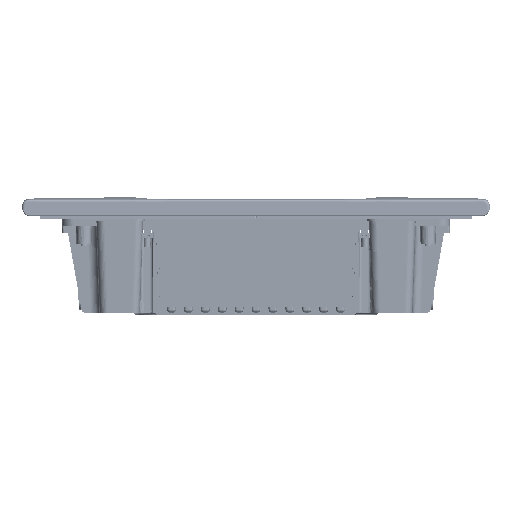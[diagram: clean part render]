
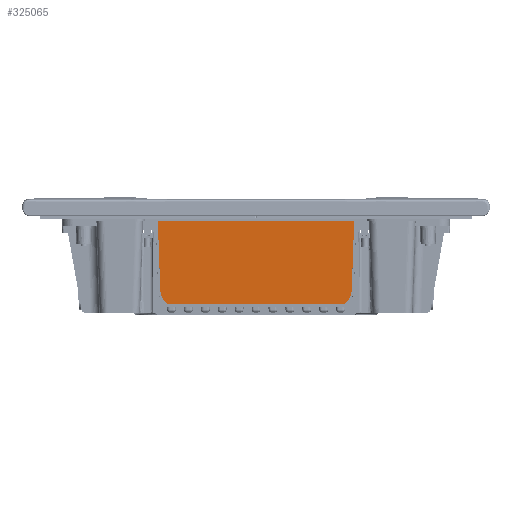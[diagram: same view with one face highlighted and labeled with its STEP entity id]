
A CAD part, front view. The second image highlights one B-rep face of the part: STEP entity #325065.
In plain terms, the highlighted planar face has unit normal (0, -0.999, -0.035).
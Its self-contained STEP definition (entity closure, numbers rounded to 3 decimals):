
#188 = LINE ( 'NONE', #84095, #32162 ) ;
#1110 = CARTESIAN_POINT ( 'NONE',  ( 83.624, -290.501, 14.919 ) ) ;
#1698 = DIRECTION ( 'NONE',  ( 0., -0.999, -0.035 ) ) ;
#3227 = VERTEX_POINT ( 'NONE', #281390 ) ;
#7940 = CARTESIAN_POINT ( 'NONE',  ( -84.846, -290.692, 20.39 ) ) ;
#9241 = VERTEX_POINT ( 'NONE', #49596 ) ;
#9669 = CARTESIAN_POINT ( 'NONE',  ( -84.868, -290.714, 21.019 ) ) ;
#10977 = LINE ( 'NONE', #192852, #170981 ) ;
#22284 = CARTESIAN_POINT ( 'NONE',  ( -84.868, -290.714, 21.019 ) ) ;
#23697 = CARTESIAN_POINT ( 'NONE',  ( -77.745, -290.327, 9.949 ) ) ;
#29677 = VERTEX_POINT ( 'NONE', #215290 ) ;
#30799 = CARTESIAN_POINT ( 'NONE',  ( 84.846, -290.692, 20.39 ) ) ;
#32162 = VECTOR ( 'NONE', #80647, 1000. ) ;
#35894 = CARTESIAN_POINT ( 'NONE',  ( -83.081, -290.462, 13.796 ) ) ;
#47170 = DIRECTION ( 'NONE',  ( 0., 0.035, -0.999 ) ) ;
#47253 = VECTOR ( 'NONE', #77391, 1000. ) ;
#47368 = CARTESIAN_POINT ( 'NONE',  ( -79.143, -290.275, 8.452 ) ) ;
#49596 = CARTESIAN_POINT ( 'NONE',  ( 86.98, -292.826, 81.501 ) ) ;
#57043 = CARTESIAN_POINT ( 'NONE',  ( 84.497, -290.605, 17.905 ) ) ;
#58710 = CARTESIAN_POINT ( 'NONE',  ( -82.177, -290.404, 12.15 ) ) ;
#58761 = CARTESIAN_POINT ( 'NONE',  ( 79.143, -290.275, 8.452 ) ) ;
#60429 = CARTESIAN_POINT ( 'NONE',  ( -83.623, -290.501, 14.918 ) ) ;
#62779 = PLANE ( 'NONE',  #97879 ) ;
#73129 = VERTEX_POINT ( 'NONE', #47368 ) ;
#77391 = DIRECTION ( 'NONE',  ( -0.035, 0.035, -0.999 ) ) ;
#79867 = CARTESIAN_POINT ( 'NONE',  ( 84.346, -290.584, 17.297 ) ) ;
#80476 = VERTEX_POINT ( 'NONE', #311576 ) ;
#80647 = DIRECTION ( 'NONE',  ( -0.035, -0.035, 0.999 ) ) ;
#81858 = EDGE_CURVE ( 'NONE', #73129, #129262, #198096, .T. ) ;
#83312 = CARTESIAN_POINT ( 'NONE',  ( 80.517, -290.324, 9.843 ) ) ;
#84095 = CARTESIAN_POINT ( 'NONE',  ( -84.868, -290.714, 21.019 ) ) ;
#84985 = CARTESIAN_POINT ( 'NONE',  ( -81.492, -290.368, 11.105 ) ) ;
#88698 = EDGE_CURVE ( 'NONE', #97866, #3227, #132282, .T. ) ;
#88874 = ORIENTED_EDGE ( 'NONE', *, *, #81858, .F. ) ;
#96158 = AXIS2_PLACEMENT_3D ( 'NONE', #23697, #130319, #313831 ) ;
#97866 = VERTEX_POINT ( 'NONE', #343202 ) ;
#97879 = AXIS2_PLACEMENT_3D ( 'NONE', #221876, #1698, #216715 ) ;
#103381 = ORIENTED_EDGE ( 'NONE', *, *, #88698, .F. ) ;
#112923 = CARTESIAN_POINT ( 'NONE',  ( -84.045, -290.542, 16.085 ) ) ;
#124369 = EDGE_CURVE ( 'NONE', #9241, #80476, #318490, .T. ) ;
#126977 = ORIENTED_EDGE ( 'NONE', *, *, #149244, .F. ) ;
#128318 = EDGE_CURVE ( 'NONE', #3227, #29677, #10977, .T. ) ;
#129262 = VERTEX_POINT ( 'NONE', #22284 ) ;
#130319 = DIRECTION ( 'NONE',  ( 0., 0.999, 0.035 ) ) ;
#132282 = CIRCLE ( 'NONE', #188147, 2.049 ) ;
#132343 = CARTESIAN_POINT ( 'NONE',  ( 83.081, -290.462, 13.796 ) ) ;
#134047 = CARTESIAN_POINT ( 'NONE',  ( 79.859, -290.298, 9.12 ) ) ;
#139126 = CARTESIAN_POINT ( 'NONE',  ( -82.81, -290.442, 13.235 ) ) ;
#139179 = CARTESIAN_POINT ( 'NONE',  ( 84.047, -290.542, 16.095 ) ) ;
#145238 = EDGE_LOOP ( 'NONE', ( #280092, #126977, #222542, #88874, #163866, #232066, #103381, #215340 ) ) ;
#146762 = B_SPLINE_CURVE_WITH_KNOTS ( 'NONE', 3,
 ( #188202, #30799, #217853, #299898, #186456, #57043, #79867, #139179, #1110, #132343, #214395, #219563, #320941, #212687, #294730, #163677, #83312, #134047, #58761 ),
 .UNSPECIFIED., .F., .F.,
 ( 4, 3, 3, 3, 3, 3, 4 ),
 ( 0., 0.133, 0.266, 0.53, 0.662, 0.794, 1. ),
 .UNSPECIFIED. ) ;
#147546 = CARTESIAN_POINT ( 'NONE',  ( -88.071, -292.826, 81.501 ) ) ;
#149244 = EDGE_CURVE ( 'NONE', #224802, #9241, #248988, .T. ) ;
#163677 = CARTESIAN_POINT ( 'NONE',  ( 81.112, -290.351, 10.613 ) ) ;
#163866 = ORIENTED_EDGE ( 'NONE', *, *, #263470, .F. ) ;
#166903 = DIRECTION ( 'NONE',  ( 1., 0., 0. ) ) ;
#170981 = VECTOR ( 'NONE', #301136, 1000. ) ;
#177689 = VECTOR ( 'NONE', #166903, 1000. ) ;
#186456 = CARTESIAN_POINT ( 'NONE',  ( 84.617, -290.627, 18.522 ) ) ;
#188147 = AXIS2_PLACEMENT_3D ( 'NONE', #337252, #209685, #47170 ) ;
#188202 = CARTESIAN_POINT ( 'NONE',  ( 84.868, -290.714, 21.019 ) ) ;
#191578 = CARTESIAN_POINT ( 'NONE',  ( -79.143, -290.275, 8.452 ) ) ;
#192852 = CARTESIAN_POINT ( 'NONE',  ( 77.745, -290.256, 7.901 ) ) ;
#193291 = CARTESIAN_POINT ( 'NONE',  ( -84.497, -290.605, 17.903 ) ) ;
#194994 = CARTESIAN_POINT ( 'NONE',  ( -79.861, -290.298, 9.121 ) ) ;
#198096 = B_SPLINE_CURVE_WITH_KNOTS ( 'NONE', 3,
 ( #191578, #194994, #252612, #217792, #84985, #247442, #58710, #271966, #139126, #35894, #60429, #112923, #219516, #193291, #299843, #273644, #249168, #7940, #9669 ),
 .UNSPECIFIED., .F., .F.,
 ( 4, 3, 3, 3, 3, 3, 4 ),
 ( 0., 0.207, 0.339, 0.472, 0.736, 0.868, 1. ),
 .UNSPECIFIED. ) ;
#209685 = DIRECTION ( 'NONE',  ( 0., 0.999, 0.035 ) ) ;
#212687 = CARTESIAN_POINT ( 'NONE',  ( 81.849, -290.386, 11.619 ) ) ;
#213402 = CIRCLE ( 'NONE', #96158, 2.049 ) ;
#214395 = CARTESIAN_POINT ( 'NONE',  ( 82.808, -290.442, 13.231 ) ) ;
#215290 = CARTESIAN_POINT ( 'NONE',  ( -77.745, -290.256, 7.901 ) ) ;
#215340 = ORIENTED_EDGE ( 'NONE', *, *, #237045, .F. ) ;
#216715 = DIRECTION ( 'NONE',  ( -1., 0., 0. ) ) ;
#217792 = CARTESIAN_POINT ( 'NONE',  ( -81.112, -290.351, 10.613 ) ) ;
#217853 = CARTESIAN_POINT ( 'NONE',  ( 84.791, -290.67, 19.764 ) ) ;
#219516 = CARTESIAN_POINT ( 'NONE',  ( -84.346, -290.584, 17.297 ) ) ;
#219563 = CARTESIAN_POINT ( 'NONE',  ( 82.506, -290.423, 12.681 ) ) ;
#220131 = FACE_OUTER_BOUND ( 'NONE', #145238, .T. ) ;
#221876 = CARTESIAN_POINT ( 'NONE',  ( 50., -291.152, 33.551 ) ) ;
#222542 = ORIENTED_EDGE ( 'NONE', *, *, #223283, .F. ) ;
#223283 = EDGE_CURVE ( 'NONE', #129262, #224802, #188, .T. ) ;
#224802 = VERTEX_POINT ( 'NONE', #312831 ) ;
#232066 = ORIENTED_EDGE ( 'NONE', *, *, #128318, .F. ) ;
#237045 = EDGE_CURVE ( 'NONE', #80476, #97866, #146762, .T. ) ;
#247442 = CARTESIAN_POINT ( 'NONE',  ( -81.847, -290.386, 11.617 ) ) ;
#248988 = LINE ( 'NONE', #147546, #177689 ) ;
#249168 = CARTESIAN_POINT ( 'NONE',  ( -84.791, -290.67, 19.765 ) ) ;
#252612 = CARTESIAN_POINT ( 'NONE',  ( -80.517, -290.324, 9.842 ) ) ;
#263470 = EDGE_CURVE ( 'NONE', #29677, #73129, #213402, .T. ) ;
#271966 = CARTESIAN_POINT ( 'NONE',  ( -82.507, -290.423, 12.682 ) ) ;
#273644 = CARTESIAN_POINT ( 'NONE',  ( -84.704, -290.648, 19.144 ) ) ;
#280092 = ORIENTED_EDGE ( 'NONE', *, *, #124369, .F. ) ;
#281390 = CARTESIAN_POINT ( 'NONE',  ( 77.745, -290.256, 7.901 ) ) ;
#294730 = CARTESIAN_POINT ( 'NONE',  ( 81.493, -290.368, 11.107 ) ) ;
#299843 = CARTESIAN_POINT ( 'NONE',  ( -84.617, -290.627, 18.522 ) ) ;
#299898 = CARTESIAN_POINT ( 'NONE',  ( 84.704, -290.648, 19.144 ) ) ;
#301136 = DIRECTION ( 'NONE',  ( -1., 0., 0. ) ) ;
#311576 = CARTESIAN_POINT ( 'NONE',  ( 84.868, -290.714, 21.019 ) ) ;
#312831 = CARTESIAN_POINT ( 'NONE',  ( -86.98, -292.826, 81.501 ) ) ;
#313831 = DIRECTION ( 'NONE',  ( 0., 0.035, -0.999 ) ) ;
#316791 = CARTESIAN_POINT ( 'NONE',  ( 87.048, -292.894, 83.449 ) ) ;
#318490 = LINE ( 'NONE', #316791, #47253 ) ;
#320941 = CARTESIAN_POINT ( 'NONE',  ( 82.177, -290.404, 12.15 ) ) ;
#325065 = ADVANCED_FACE ( 'NONE', ( #220131 ), #62779, .T. ) ;
#337252 = CARTESIAN_POINT ( 'NONE',  ( 77.745, -290.327, 9.949 ) ) ;
#343202 = CARTESIAN_POINT ( 'NONE',  ( 79.143, -290.275, 8.452 ) ) ;
